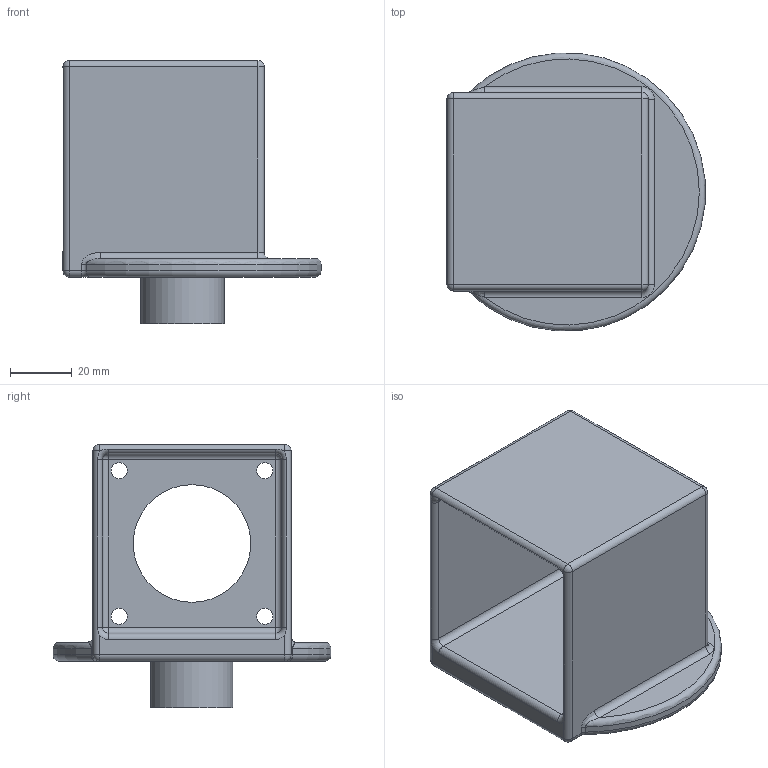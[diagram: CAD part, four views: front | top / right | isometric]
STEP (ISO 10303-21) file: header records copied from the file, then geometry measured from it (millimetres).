
FILE_DESCRIPTION(/* description */ ('STEP AP242','CAx-IF Rec.Pracs.---Representation and Presentation of Product Manufacturing Information (PMI)---4.0---2014-10-13','CAx-IF Rec.Pracs.---3D Tessellated Geometry---0.4---2014-09-14','2;1'),/* implementation_level */ '2;1');
FILE_NAME(/* name */ '6883cfe9841cf851df8d4c85',/* time_stamp */ '2025-07-25T18:41:45Z',/* author */ (''),/* organization */ (''),/* preprocessor_version */ 'ST-DEVELOPER v20',/* originating_system */ 'ONSHAPE BY PTC INC, 1.201',/* authorisation */ ' ');
FILE_SCHEMA (('AP242_MANAGED_MODEL_BASED_3D_ENGINEERING_MIM_LF { 1 0 10303 442 1 1 4 }'));
Length unit declared in the file: metre
Products named in the file (1): Wrist Pitch mount
Bounding box: 83.37 x 89.77 x 85 mm (x, y, z)
Volume: 96268.9 mm3; surface area: 43490.7 mm2
Topology: 1 solids, 1 shells, 84 faces, 198 edges, 109 vertices
Faces by surface type: cylinder 38, plane 24, torus 10, sphere 10, bspline 2
Full cylindrical faces by diameter (mm): 3.3 x2, 5.2 x4, 38 x1
Entity records: 2370 total; most frequent: CARTESIAN_POINT 457, DIRECTION 424, ORIENTED_EDGE 360, EDGE_CURVE 180, AXIS2_PLACEMENT_3D 171, VERTEX_POINT 108, EDGE_LOOP 108, FACE_BOUND 108
